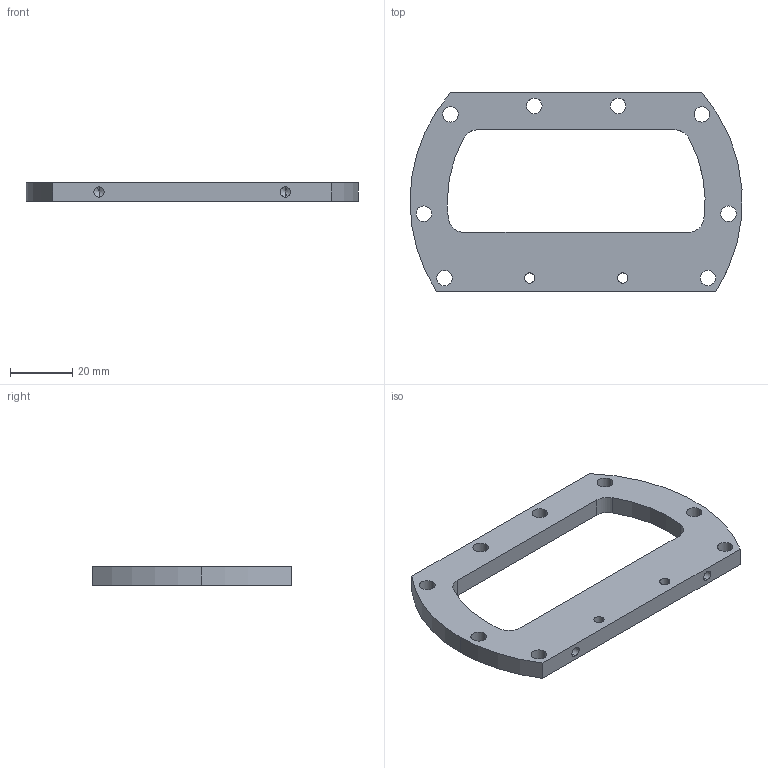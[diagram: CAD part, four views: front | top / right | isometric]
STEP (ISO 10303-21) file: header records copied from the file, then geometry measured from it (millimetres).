
FILE_DESCRIPTION (( 'STEP AP203' ), '1' );
FILE_NAME ('IP68-POD-PLAT2.STEP', '2021-12-10T14:35:48', ( '' ), ( '' ), 'SwSTEP 2.0', 'SolidWorks 2016', '' );
FILE_SCHEMA (( 'CONFIG_CONTROL_DESIGN' ));
Length unit declared in the file: millimetre
Products named in the file (1): IP68-POD-PLAT2
Bounding box: 106.87 x 64 x 6 mm (x, y, z)
Volume: 21189.1 mm3; surface area: 11778.9 mm2
Topology: 1 solids, 1 shells, 64 faces, 172 edges, 103 vertices
Faces by surface type: cylinder 44, cone 14, plane 6
Entity records: 2055 total; most frequent: DIRECTION 376, CARTESIAN_POINT 326, ORIENTED_EDGE 316, EDGE_CURVE 158, AXIS2_PLACEMENT_3D 153, VERTEX_POINT 103, EDGE_LOOP 93, CIRCLE 88
